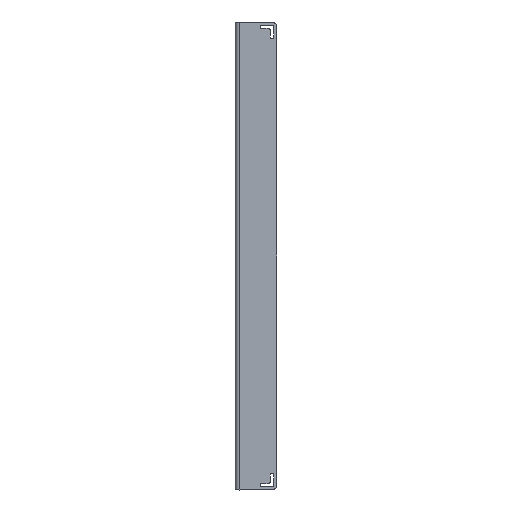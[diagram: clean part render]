
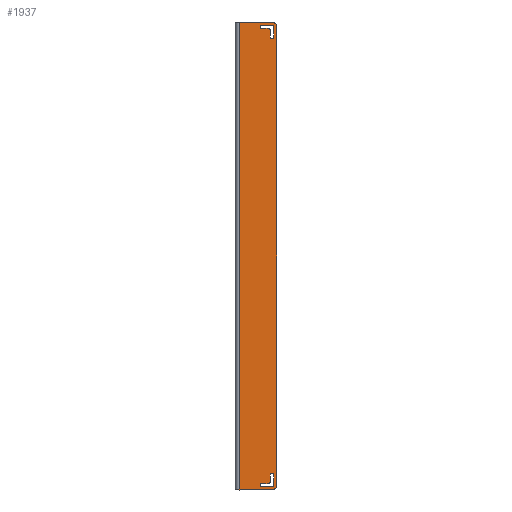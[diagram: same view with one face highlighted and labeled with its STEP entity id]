
A CAD part, left-side view. The second image highlights one B-rep face of the part: STEP entity #1937.
In plain terms, the highlighted planar face has unit normal (-1, 0, 0).
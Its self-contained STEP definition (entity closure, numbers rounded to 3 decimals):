
#30=PLANE($,#2136);
#116=LINE($,#3076,#268);
#122=LINE($,#3094,#274);
#137=LINE($,#3148,#289);
#149=LINE($,#3200,#301);
#150=LINE($,#3203,#302);
#151=LINE($,#3207,#303);
#152=LINE($,#3211,#304);
#153=LINE($,#3215,#305);
#154=LINE($,#3219,#306);
#155=LINE($,#3223,#307);
#156=LINE($,#3227,#308);
#157=LINE($,#3231,#309);
#268=VECTOR($,#2492,145.66);
#274=VECTOR($,#2506,10.39);
#289=VECTOR($,#2553,148.8);
#301=VECTOR($,#2603,10.39);
#302=VECTOR($,#2604,3.3);
#303=VECTOR($,#2607,3.3);
#304=VECTOR($,#2610,2.1);
#305=VECTOR($,#2613,2.1);
#306=VECTOR($,#2616,3.3);
#307=VECTOR($,#2619,2.1);
#308=VECTOR($,#2622,2.1);
#309=VECTOR($,#2625,3.3);
#424=FACE_BOUND($,#648,.T.);
#425=FACE_BOUND($,#649,.T.);
#483=FACE_OUTER_BOUND($,#647,.T.);
#647=EDGE_LOOP($,(#1600,#1601,#1602,#1603,#1604,#1605));
#648=EDGE_LOOP($,(#1606,#1607,#1608,#1609,#1610,#1611,#1612,#1613));
#649=EDGE_LOOP($,(#1614,#1615,#1616,#1617,#1618,#1619,#1620,#1621));
#777=CIRCLE($,#2105,1.57);
#802=CIRCLE($,#2137,1.57);
#803=CIRCLE($,#2138,0.5);
#804=CIRCLE($,#2139,0.5);
#805=CIRCLE($,#2140,0.7);
#806=CIRCLE($,#2141,0.5);
#807=CIRCLE($,#2142,0.5);
#808=CIRCLE($,#2143,0.7);
#809=CIRCLE($,#2144,0.5);
#810=CIRCLE($,#2145,0.5);
#928=VERTEX_POINT($,#3070);
#930=VERTEX_POINT($,#3074);
#937=VERTEX_POINT($,#3091);
#938=VERTEX_POINT($,#3093);
#961=VERTEX_POINT($,#3147);
#982=VERTEX_POINT($,#3198);
#983=VERTEX_POINT($,#3201);
#984=VERTEX_POINT($,#3202);
#985=VERTEX_POINT($,#3204);
#986=VERTEX_POINT($,#3206);
#987=VERTEX_POINT($,#3208);
#988=VERTEX_POINT($,#3210);
#989=VERTEX_POINT($,#3212);
#990=VERTEX_POINT($,#3214);
#991=VERTEX_POINT($,#3217);
#992=VERTEX_POINT($,#3218);
#993=VERTEX_POINT($,#3220);
#994=VERTEX_POINT($,#3222);
#995=VERTEX_POINT($,#3224);
#996=VERTEX_POINT($,#3226);
#997=VERTEX_POINT($,#3228);
#998=VERTEX_POINT($,#3230);
#1148=EDGE_CURVE($,#930,#928,#116,.T.);
#1157=EDGE_CURVE($,#937,#938,#122,.T.);
#1159=EDGE_CURVE($,#937,#928,#777,.T.);
#1184=EDGE_CURVE($,#961,#938,#137,.T.);
#1210=EDGE_CURVE($,#982,#930,#802,.T.);
#1211=EDGE_CURVE($,#961,#982,#149,.T.);
#1212=EDGE_CURVE($,#983,#984,#150,.T.);
#1213=EDGE_CURVE($,#985,#983,#803,.T.);
#1214=EDGE_CURVE($,#986,#985,#151,.T.);
#1215=EDGE_CURVE($,#987,#986,#804,.T.);
#1216=EDGE_CURVE($,#988,#987,#152,.T.);
#1217=EDGE_CURVE($,#989,#988,#805,.T.);
#1218=EDGE_CURVE($,#990,#989,#153,.T.);
#1219=EDGE_CURVE($,#984,#990,#806,.T.);
#1220=EDGE_CURVE($,#991,#992,#154,.T.);
#1221=EDGE_CURVE($,#991,#993,#807,.T.);
#1222=EDGE_CURVE($,#994,#993,#155,.T.);
#1223=EDGE_CURVE($,#994,#995,#808,.T.);
#1224=EDGE_CURVE($,#996,#995,#156,.T.);
#1225=EDGE_CURVE($,#996,#997,#809,.T.);
#1226=EDGE_CURVE($,#998,#997,#157,.T.);
#1227=EDGE_CURVE($,#998,#992,#810,.T.);
#1600=ORIENTED_EDGE($,*,*,#1184,.T.);
#1601=ORIENTED_EDGE($,*,*,#1157,.F.);
#1602=ORIENTED_EDGE($,*,*,#1159,.T.);
#1603=ORIENTED_EDGE($,*,*,#1148,.F.);
#1604=ORIENTED_EDGE($,*,*,#1210,.F.);
#1605=ORIENTED_EDGE($,*,*,#1211,.F.);
#1606=ORIENTED_EDGE($,*,*,#1212,.F.);
#1607=ORIENTED_EDGE($,*,*,#1213,.F.);
#1608=ORIENTED_EDGE($,*,*,#1214,.F.);
#1609=ORIENTED_EDGE($,*,*,#1215,.F.);
#1610=ORIENTED_EDGE($,*,*,#1216,.F.);
#1611=ORIENTED_EDGE($,*,*,#1217,.F.);
#1612=ORIENTED_EDGE($,*,*,#1218,.F.);
#1613=ORIENTED_EDGE($,*,*,#1219,.F.);
#1614=ORIENTED_EDGE($,*,*,#1220,.F.);
#1615=ORIENTED_EDGE($,*,*,#1221,.T.);
#1616=ORIENTED_EDGE($,*,*,#1222,.F.);
#1617=ORIENTED_EDGE($,*,*,#1223,.T.);
#1618=ORIENTED_EDGE($,*,*,#1224,.F.);
#1619=ORIENTED_EDGE($,*,*,#1225,.T.);
#1620=ORIENTED_EDGE($,*,*,#1226,.F.);
#1621=ORIENTED_EDGE($,*,*,#1227,.T.);
#1937=ADVANCED_FACE($,(#483,#424,#425),#30,.T.);
#2105=AXIS2_PLACEMENT_3D($,#3097,#2511,#2512);
#2136=AXIS2_PLACEMENT_3D($,#3197,#2599,#2600);
#2137=AXIS2_PLACEMENT_3D($,#3199,#2601,#2602);
#2138=AXIS2_PLACEMENT_3D($,#3205,#2605,#2606);
#2139=AXIS2_PLACEMENT_3D($,#3209,#2608,#2609);
#2140=AXIS2_PLACEMENT_3D($,#3213,#2611,#2612);
#2141=AXIS2_PLACEMENT_3D($,#3216,#2614,#2615);
#2142=AXIS2_PLACEMENT_3D($,#3221,#2617,#2618);
#2143=AXIS2_PLACEMENT_3D($,#3225,#2620,#2621);
#2144=AXIS2_PLACEMENT_3D($,#3229,#2623,#2624);
#2145=AXIS2_PLACEMENT_3D($,#3232,#2626,#2627);
#2492=DIRECTION($,(0.,0.,-1.));
#2506=DIRECTION($,(0.,1.,0.));
#2511=DIRECTION('center_axis',(-1.,0.,
0.));
#2512=DIRECTION('ref_axis',(0.,1.,0.));
#2553=DIRECTION($,(0.,0.,-1.));
#2599=DIRECTION('center_axis',(-1.,0.,
0.));
#2600=DIRECTION('ref_axis',(0.,1.,0.));
#2601=DIRECTION('center_axis',(1.,0.,
0.));
#2602=DIRECTION('ref_axis',(0.,-1.,0.));
#2603=DIRECTION($,(0.,-1.,0.));
#2604=DIRECTION($,(0.,0.,1.));
#2605=DIRECTION('center_axis',(-1.,0.,
0.));
#2606=DIRECTION('ref_axis',(0.,1.,0.));
#2607=DIRECTION($,(0.,-1.,0.));
#2608=DIRECTION('center_axis',(-1.,0.,
0.));
#2609=DIRECTION('ref_axis',(0.,1.,0.));
#2610=DIRECTION($,(0.,1.,0.));
#2611=DIRECTION('center_axis',(1.,0.,
0.));
#2612=DIRECTION('ref_axis',(0.,-1.,0.));
#2613=DIRECTION($,(0.,0.,-1.));
#2614=DIRECTION('center_axis',(-1.,0.,
0.));
#2615=DIRECTION('ref_axis',(0.,1.,0.));
#2616=DIRECTION($,(0.,0.,1.));
#2617=DIRECTION('center_axis',(1.,0.,
0.));
#2618=DIRECTION('ref_axis',(0.,1.,0.));
#2619=DIRECTION($,(0.,0.,-1.));
#2620=DIRECTION('center_axis',(-1.,0.,
0.));
#2621=DIRECTION('ref_axis',(0.,1.,0.));
#2622=DIRECTION($,(0.,-1.,0.));
#2623=DIRECTION('center_axis',(1.,0.,
0.));
#2624=DIRECTION('ref_axis',(0.,1.,0.));
#2625=DIRECTION($,(0.,1.,0.));
#2626=DIRECTION('center_axis',(1.,0.,
0.));
#2627=DIRECTION('ref_axis',(0.,1.,0.));
#3070=CARTESIAN_POINT('',(382.556,-67.15,-235.525));
#3074=CARTESIAN_POINT('',(382.556,-67.15,-89.865));
#3076=CARTESIAN_POINT($,(382.556,-67.15,-88.295));
#3091=CARTESIAN_POINT('',(382.556,-65.58,-237.095));
#3093=CARTESIAN_POINT('',(382.556,-55.19,-237.095));
#3094=CARTESIAN_POINT($,(382.556,-437.896,-237.095));
#3097=CARTESIAN_POINT('Origin',(382.556,-65.58,-235.525));
#3147=CARTESIAN_POINT('',(382.556,-55.19,-88.295));
#3148=CARTESIAN_POINT($,(382.556,-55.19,0.));
#3197=CARTESIAN_POINT('Origin',(382.556,-36.28,-162.095));
#3198=CARTESIAN_POINT('',(382.556,-65.58,-88.295));
#3199=CARTESIAN_POINT('Origin',(382.556,-65.58,-89.865));
#3200=CARTESIAN_POINT($,(382.556,0.,-88.295));
#3201=CARTESIAN_POINT('',(382.556,-66.15,-235.595));
#3202=CARTESIAN_POINT('',(382.556,-66.15,-232.295));
#3203=CARTESIAN_POINT($,(382.556,-66.15,-233.505));
#3204=CARTESIAN_POINT('',(382.556,-65.65,-236.095));
#3205=CARTESIAN_POINT('Origin',(382.556,-65.65,-235.595));
#3206=CARTESIAN_POINT('',(382.556,-62.35,-236.095));
#3207=CARTESIAN_POINT($,(382.556,-54.11,-236.095));
#3208=CARTESIAN_POINT('',(382.556,-62.35,-235.095));
#3209=CARTESIAN_POINT('Origin',(382.556,-62.35,-235.595));
#3210=CARTESIAN_POINT('',(382.556,-64.45,-235.095));
#3211=CARTESIAN_POINT($,(382.556,-54.11,-235.095));
#3212=CARTESIAN_POINT('',(382.556,-65.15,-234.395));
#3213=CARTESIAN_POINT('Origin',(382.556,-64.45,-234.395));
#3214=CARTESIAN_POINT('',(382.556,-65.15,-232.295));
#3215=CARTESIAN_POINT($,(382.556,-65.15,-233.505));
#3216=CARTESIAN_POINT('Origin',(382.556,-65.65,-232.295));
#3217=CARTESIAN_POINT('',(382.556,-66.15,-93.095));
#3218=CARTESIAN_POINT('',(382.556,-66.15,-89.795));
#3219=CARTESIAN_POINT($,(382.556,-66.15,-158.505));
#3220=CARTESIAN_POINT('',(382.556,-65.15,-93.095));
#3221=CARTESIAN_POINT('Origin',(382.556,-65.65,-93.095));
#3222=CARTESIAN_POINT('',(382.556,-65.15,-90.995));
#3223=CARTESIAN_POINT($,(382.556,-65.15,-158.505));
#3224=CARTESIAN_POINT('',(382.556,-64.45,-90.295));
#3225=CARTESIAN_POINT('Origin',(382.556,-64.45,-90.995));
#3226=CARTESIAN_POINT('',(382.556,-62.35,-90.295));
#3227=CARTESIAN_POINT($,(382.556,-54.11,-90.295));
#3228=CARTESIAN_POINT('',(382.556,-62.35,-89.295));
#3229=CARTESIAN_POINT('Origin',(382.556,-62.35,-89.795));
#3230=CARTESIAN_POINT('',(382.556,-65.65,-89.295));
#3231=CARTESIAN_POINT($,(382.556,-54.11,-89.295));
#3232=CARTESIAN_POINT('Origin',(382.556,-65.65,-89.795));
